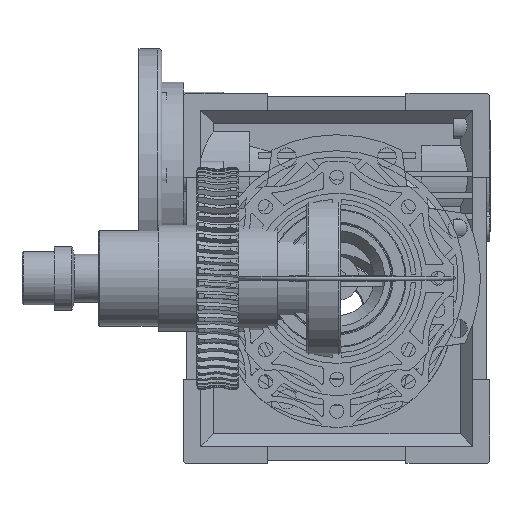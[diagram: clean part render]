
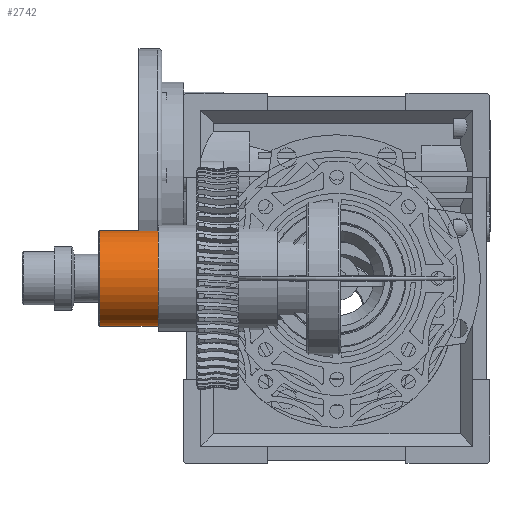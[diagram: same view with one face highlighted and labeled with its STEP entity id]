
A CAD part, front view. The second image highlights one B-rep face of the part: STEP entity #2742.
In plain terms, the highlighted cylindrical face has radius 22.5 mm (diameter 45 mm), a full revolution.
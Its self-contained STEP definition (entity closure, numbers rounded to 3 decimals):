
#2742 = ADVANCED_FACE( '', ( #6709, #6710 ), #6711, .T. );
#6709 = FACE_OUTER_BOUND( '', #11240, .T. );
#6710 = FACE_OUTER_BOUND( '', #11241, .T. );
#6711 = CYLINDRICAL_SURFACE( '', #11242, 22.5 );
#11240 = EDGE_LOOP( '', ( #25386 ) );
#11241 = EDGE_LOOP( '', ( #25387 ) );
#11242 = AXIS2_PLACEMENT_3D( '', #25388, #25389, #25390 );
#25386 = ORIENTED_EDGE( '', *, *, #33635, .T. );
#25387 = ORIENTED_EDGE( '', *, *, #33648, .F. );
#25388 = CARTESIAN_POINT( '', ( 0., 0., 0. ) );
#25389 = DIRECTION( '', ( 1., 0., 0. ) );
#25390 = DIRECTION( '', ( 0., 0., 1. ) );
#33635 = EDGE_CURVE( '', #41708, #41708, #41709, .T. );
#33648 = EDGE_CURVE( '', #41726, #41726, #41727, .T. );
#41708 = VERTEX_POINT( '', #56768 );
#41709 = CIRCLE( '', #56769, 22.5 );
#41726 = VERTEX_POINT( '', #56786 );
#41727 = CIRCLE( '', #56787, 22.5 );
#56768 = CARTESIAN_POINT( '', ( -84., 0., 22.5 ) );
#56769 = AXIS2_PLACEMENT_3D( '', #65068, #65069, #65070 );
#56786 = CARTESIAN_POINT( '', ( -111.5, 0., 22.5 ) );
#56787 = AXIS2_PLACEMENT_3D( '', #65107, #65108, #65109 );
#65068 = CARTESIAN_POINT( '', ( -84., 0., 0. ) );
#65069 = DIRECTION( '', ( -1., 0., 0. ) );
#65070 = DIRECTION( '', ( 0., 0., 1. ) );
#65107 = CARTESIAN_POINT( '', ( -111.5, 0., 0. ) );
#65108 = DIRECTION( '', ( -1., 0., 0. ) );
#65109 = DIRECTION( '', ( 0., 0., 1. ) );
